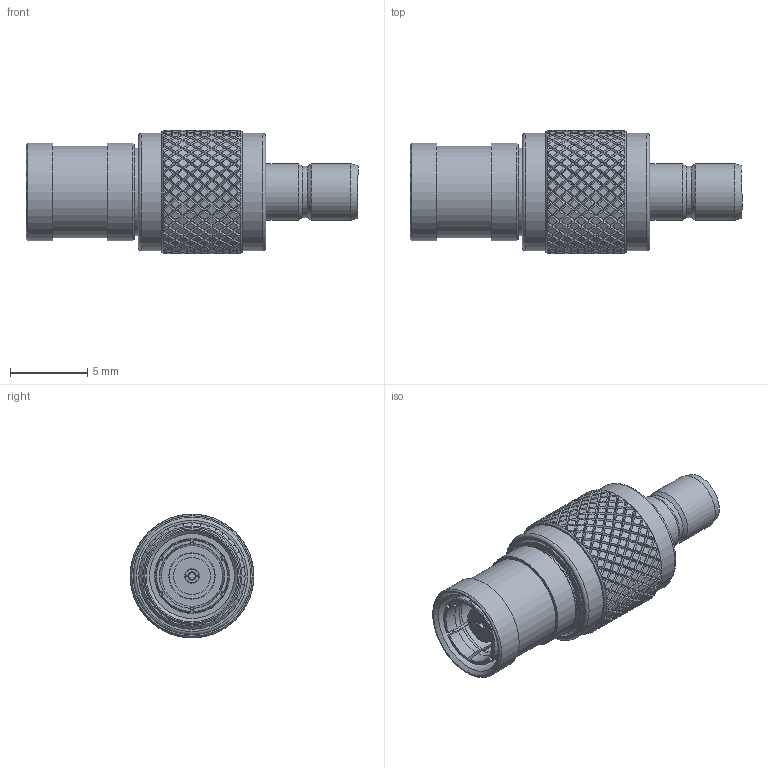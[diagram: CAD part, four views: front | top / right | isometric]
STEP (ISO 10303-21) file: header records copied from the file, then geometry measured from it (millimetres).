
FILE_DESCRIPTION(/* description */ ('Unknown'),/* implementation_level */ '2;1');
FILE_NAME(/* name */ '64416216111000',/* time_stamp */ '2024-03-19T15:37:52+01:00',/* author */ ('Unknown'),/* organization */ ('Unknown'),/* preprocessor_version */ 'ST-DEVELOPER v18.102',/* originating_system */ 'Solid Edge',/* authorisation */ 'Unknown');
FILE_SCHEMA (('AUTOMOTIVE_DESIGN {1 0 10303 214 3 1 1}'));
Products named in the file (9): 64416216111000; 64416216111000_Signalpin; 64416216111000_insulator; 64416216111000_connector body; 64416216111000_body; 64416216111000_insulator3; 64416216111000_ring; 64416216111000_shell; 64416216111000_Shelding2
Assembly tree (8 placements, depth 2):
  64416216111000
    64416216111000_Signalpin
    64416216111000_insulator
    64416216111000_connector body
    64416216111000_body
    64416216111000_insulator3
    64416216111000_ring
    64416216111000_shell
    64416216111000_Shelding2
Bounding box: 21.5 x 8 x 8 mm (x, y, z)
Volume: 545.3 mm3; surface area: 1687.2 mm2
Topology: 8 solids, 8 shells, 2626 faces, 5739 edges, 3146 vertices
Faces by surface type: bspline 1408, cylinder 590, plane 548, cone 76, torus 4
Full cylindrical faces by diameter (mm): 0.5 x2, 0.95 x1, 0.955 x2, 0.96 x1, 1.22 x1, 2.12 x1, 2.4 x1, 2.9 x2, 2.97 x1, 3 x1, 3.32 x1, 3.68 x2, 4 x1, 4.03 x1, 4.05 x1, 4.132 x1, 4.4 x1, 4.5 x1, 4.639 x2, 4.8 x1, 5.5 x1, 5.68 x1, 5.901 x1, 6.3 x2, 6.9 x2, 7.6 x2, 8 x1
Entity records: 83129 total; most frequent: CARTESIAN_POINT 41539, ORIENTED_EDGE 11342, EDGE_CURVE 5671, DIRECTION 5154, VERTEX_POINT 3129, EDGE_LOOP 2708, FACE_BOUND 2708, ADVANCED_FACE 2626
